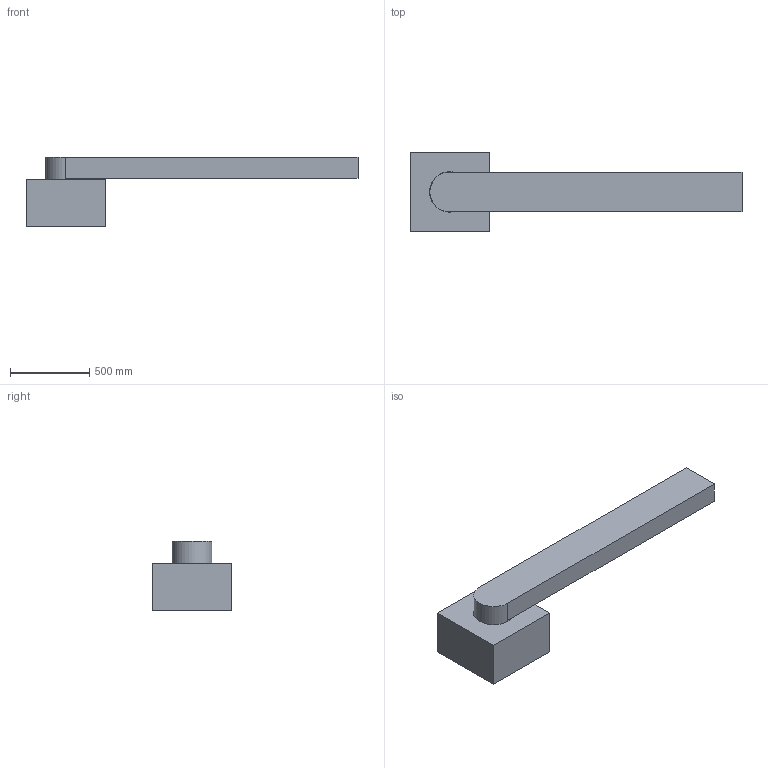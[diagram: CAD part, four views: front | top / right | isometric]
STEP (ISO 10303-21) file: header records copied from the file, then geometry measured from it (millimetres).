
FILE_DESCRIPTION(/* description */ ('STEP AP242','CAx-IF Rec.Pracs.---Representation and Presentation of Product Manufacturing Information (PMI)---4.0---2014-10-13','CAx-IF Rec.Pracs.---3D Tessellated Geometry---0.4---2014-09-14','2;1'),/* implementation_level */ '2;1');
FILE_NAME(/* name */ '65d69042feb9ea56dda447e8',/* time_stamp */ '2024-02-22T00:07:30Z',/* author */ (''),/* organization */ (''),/* preprocessor_version */ 'ST-DEVELOPER v19.4',/* originating_system */ ' ',/* authorisation */ ' ');
FILE_SCHEMA (('AP242_MANAGED_MODEL_BASED_3D_ENGINEERING_MIM_LF { 1 0 10303 442 1 1 4 }'));
Length unit declared in the file: metre
Products named in the file (3): JustMotorTest; Base; Shaft
Assembly tree (2 placements, depth 2):
  JustMotorTest
    Base
    Shaft
Bounding box: 2092.39 x 500 x 438 mm (x, y, z)
Volume: 139174117.1 mm3; surface area: 3023570.7 mm2
Topology: 2 solids, 2 shells, 14 faces, 30 edges, 20 vertices
Faces by surface type: plane 12, cylinder 2
Full cylindrical faces by diameter (mm): 250 x1, 255 x1
Entity records: 431 total; most frequent: DIRECTION 66, CARTESIAN_POINT 63, ORIENTED_EDGE 54, EDGE_CURVE 27, LINE 22, VECTOR 22, AXIS2_PLACEMENT_3D 22, VERTEX_POINT 19
